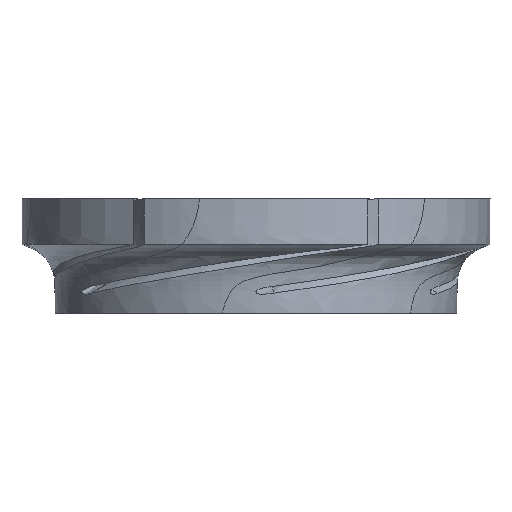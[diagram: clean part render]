
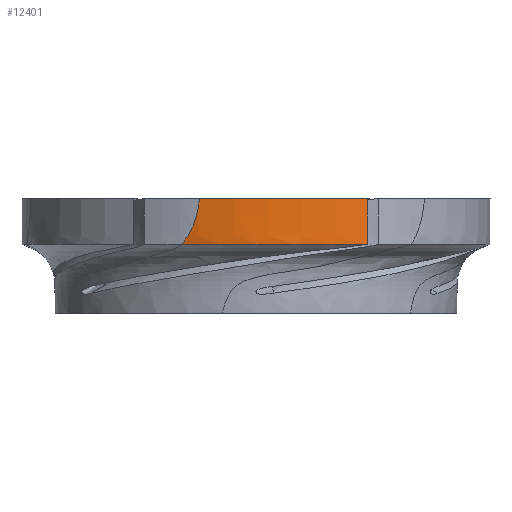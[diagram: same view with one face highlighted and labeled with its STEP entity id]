
A CAD part, left-side view. The second image highlights one B-rep face of the part: STEP entity #12401.
In plain terms, the highlighted face is a revolution surface.
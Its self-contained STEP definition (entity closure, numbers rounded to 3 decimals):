
#10202 = VERTEX_POINT('',#10203);
#10203 = CARTESIAN_POINT('',(-20.038,4.989,
    10.108));
#10844 = VERTEX_POINT('',#10845);
#10845 = CARTESIAN_POINT('',(-18.153,-9.844,
    10.108));
#11004 = EDGE_CURVE('',#10202,#10844,#11005,.T.);
#11005 = CIRCLE('',#11006,20.65);
#11006 = AXIS2_PLACEMENT_3D('',#11007,#11008,#11009);
#11007 = CARTESIAN_POINT('',(0.,0.,10.108));
#11008 = DIRECTION('',(-0.,0.,1.));
#11009 = DIRECTION('',(0.977,-0.214,0.));
#11547 = EDGE_CURVE('',#11548,#10844,#11550,.T.);
#11548 = VERTEX_POINT('',#11549);
#11549 = CARTESIAN_POINT('',(-18.178,-9.797,
    6.069));
#11550 = B_SPLINE_CURVE_WITH_KNOTS('',5,(#11551,#11552,#11553,#11554,
    #11555,#11556,#11557,#11558,#11559,#11560,#11561,#11562,#11563,
    #11564,#11565,#11566,#11567,#11568,#11569,#11570,#11571,#11572),
  .UNSPECIFIED.,.F.,.F.,(6,4,4,4,4,6),(0.,0.496,0.713,
    0.826,0.947,1.),.UNSPECIFIED.);
#11551 = CARTESIAN_POINT('',(-18.178,-9.797,
    6.069));
#11552 = CARTESIAN_POINT('',(-18.17,-9.813,
    6.47));
#11553 = CARTESIAN_POINT('',(-18.164,-9.824,
    6.871));
#11554 = CARTESIAN_POINT('',(-18.16,-9.831,
    7.271));
#11555 = CARTESIAN_POINT('',(-18.158,-9.835,
    7.672));
#11556 = CARTESIAN_POINT('',(-18.155,-9.839,
    8.248));
#11557 = CARTESIAN_POINT('',(-18.155,-9.84,
    8.423));
#11558 = CARTESIAN_POINT('',(-18.155,-9.841,
    8.598));
#11559 = CARTESIAN_POINT('',(-18.154,-9.841,
    8.773));
#11560 = CARTESIAN_POINT('',(-18.154,-9.842,
    9.039));
#11561 = CARTESIAN_POINT('',(-18.154,-9.842,
    9.131));
#11562 = CARTESIAN_POINT('',(-18.154,-9.842,
    9.222));
#11563 = CARTESIAN_POINT('',(-18.154,-9.842,
    9.313));
#11564 = CARTESIAN_POINT('',(-18.154,-9.843,
    9.503));
#11565 = CARTESIAN_POINT('',(-18.153,-9.843,
    9.601));
#11566 = CARTESIAN_POINT('',(-18.153,-9.843,
    9.699));
#11567 = CARTESIAN_POINT('',(-18.153,-9.843,
    9.797));
#11568 = CARTESIAN_POINT('',(-18.153,-9.844,
    9.937));
#11569 = CARTESIAN_POINT('',(-18.153,-9.844,
    9.98));
#11570 = CARTESIAN_POINT('',(-18.153,-9.844,
    10.023));
#11571 = CARTESIAN_POINT('',(-18.153,-9.844,
    10.065));
#11572 = CARTESIAN_POINT('',(-18.153,-9.844,
    10.108));
#12401 = ADVANCED_FACE('[Impeller_2] Flow domain Outflow',(#12402),
  #12490,.F.);
#12402 = FACE_BOUND('',#12403,.F.);
#12403 = EDGE_LOOP('',(#12404,#12481,#12482,#12483));
#12404 = ORIENTED_EDGE('',*,*,#12405,.T.);
#12405 = EDGE_CURVE('',#12406,#10202,#12408,.T.);
#12406 = VERTEX_POINT('',#12407);
#12407 = CARTESIAN_POINT('',(-19.586,6.543,6.069
    ));
#12408 = B_SPLINE_CURVE_WITH_KNOTS('',8,(#12409,#12410,#12411,#12412,
    #12413,#12414,#12415,#12416,#12417,#12418,#12419,#12420,#12421,
    #12422,#12423,#12424,#12425,#12426,#12427,#12428,#12429,#12430,
    #12431,#12432,#12433,#12434,#12435,#12436,#12437,#12438,#12439,
    #12440,#12441,#12442,#12443,#12444,#12445,#12446,#12447,#12448,
    #12449,#12450,#12451,#12452,#12453,#12454,#12455,#12456,#12457,
    #12458,#12459,#12460,#12461,#12462,#12463,#12464,#12465,#12466,
    #12467,#12468,#12469,#12470,#12471,#12472,#12473,#12474,#12475,
    #12476,#12477,#12478,#12479,#12480),.UNSPECIFIED.,.F.,.F.,(9,7,7,7,7
    ,7,7,7,7,7,9),(0.,0.112,0.218,0.319,
    0.417,0.512,0.604,0.696,
    0.786,0.891,1.),.UNSPECIFIED.);
#12409 = CARTESIAN_POINT('',(-19.586,6.543,6.069
    ));
#12410 = CARTESIAN_POINT('',(-19.599,6.504,6.116
    ));
#12411 = CARTESIAN_POINT('',(-19.612,6.465,
    6.164));
#12412 = CARTESIAN_POINT('',(-19.625,6.426,
    6.212));
#12413 = CARTESIAN_POINT('',(-19.637,6.389,
    6.26));
#12414 = CARTESIAN_POINT('',(-19.649,6.351,
    6.309));
#12415 = CARTESIAN_POINT('',(-19.661,6.315,
    6.358));
#12416 = CARTESIAN_POINT('',(-19.673,6.279,
    6.408));
#12417 = CARTESIAN_POINT('',(-19.694,6.21,
    6.505));
#12418 = CARTESIAN_POINT('',(-19.705,6.177,
    6.553));
#12419 = CARTESIAN_POINT('',(-19.715,6.145,
    6.601));
#12420 = CARTESIAN_POINT('',(-19.725,6.113,
    6.649));
#12421 = CARTESIAN_POINT('',(-19.734,6.082,
    6.698));
#12422 = CARTESIAN_POINT('',(-19.744,6.051,
    6.747));
#12423 = CARTESIAN_POINT('',(-19.753,6.021,
    6.796));
#12424 = CARTESIAN_POINT('',(-19.771,5.962,
    6.893));
#12425 = CARTESIAN_POINT('',(-19.779,5.934,
    6.941));
#12426 = CARTESIAN_POINT('',(-19.788,5.907,
    6.989));
#12427 = CARTESIAN_POINT('',(-19.796,5.879,
    7.038));
#12428 = CARTESIAN_POINT('',(-19.803,5.853,
    7.086));
#12429 = CARTESIAN_POINT('',(-19.811,5.826,
    7.136));
#12430 = CARTESIAN_POINT('',(-19.819,5.801,
    7.185));
#12431 = CARTESIAN_POINT('',(-19.833,5.751,
    7.282));
#12432 = CARTESIAN_POINT('',(-19.84,5.727,
    7.33));
#12433 = CARTESIAN_POINT('',(-19.847,5.704,
    7.378));
#12434 = CARTESIAN_POINT('',(-19.853,5.681,
    7.426));
#12435 = CARTESIAN_POINT('',(-19.86,5.658,
    7.475));
#12436 = CARTESIAN_POINT('',(-19.866,5.636,
    7.524));
#12437 = CARTESIAN_POINT('',(-19.872,5.615,
    7.573));
#12438 = CARTESIAN_POINT('',(-19.884,5.573,
    7.67));
#12439 = CARTESIAN_POINT('',(-19.89,5.552,
    7.718));
#12440 = CARTESIAN_POINT('',(-19.895,5.532,
    7.766));
#12441 = CARTESIAN_POINT('',(-19.901,5.513,
    7.815));
#12442 = CARTESIAN_POINT('',(-19.906,5.494,
    7.863));
#12443 = CARTESIAN_POINT('',(-19.911,5.475,
    7.912));
#12444 = CARTESIAN_POINT('',(-19.916,5.457,
    7.961));
#12445 = CARTESIAN_POINT('',(-19.926,5.421,
    8.058));
#12446 = CARTESIAN_POINT('',(-19.931,5.404,
    8.107));
#12447 = CARTESIAN_POINT('',(-19.935,5.388,
    8.155));
#12448 = CARTESIAN_POINT('',(-19.939,5.371,
    8.203));
#12449 = CARTESIAN_POINT('',(-19.944,5.355,
    8.252));
#12450 = CARTESIAN_POINT('',(-19.948,5.34,
    8.3));
#12451 = CARTESIAN_POINT('',(-19.952,5.325,
    8.349));
#12452 = CARTESIAN_POINT('',(-19.96,5.295,
    8.446));
#12453 = CARTESIAN_POINT('',(-19.963,5.281,
    8.494));
#12454 = CARTESIAN_POINT('',(-19.967,5.267,
    8.543));
#12455 = CARTESIAN_POINT('',(-19.971,5.254,
    8.591));
#12456 = CARTESIAN_POINT('',(-19.974,5.241,
    8.64));
#12457 = CARTESIAN_POINT('',(-19.977,5.228,
    8.689));
#12458 = CARTESIAN_POINT('',(-19.981,5.216,
    8.738));
#12459 = CARTESIAN_POINT('',(-19.987,5.192,
    8.835));
#12460 = CARTESIAN_POINT('',(-19.99,5.181,
    8.883));
#12461 = CARTESIAN_POINT('',(-19.993,5.17,
    8.931));
#12462 = CARTESIAN_POINT('',(-19.995,5.159,
    8.98));
#12463 = CARTESIAN_POINT('',(-19.998,5.148,
    9.028));
#12464 = CARTESIAN_POINT('',(-20.001,5.138,
    9.077));
#12465 = CARTESIAN_POINT('',(-20.003,5.129,
    9.125));
#12466 = CARTESIAN_POINT('',(-20.008,5.109,
    9.231));
#12467 = CARTESIAN_POINT('',(-20.011,5.098,9.287
    ));
#12468 = CARTESIAN_POINT('',(-20.013,5.088,
    9.344));
#12469 = CARTESIAN_POINT('',(-20.016,5.079,
    9.401));
#12470 = CARTESIAN_POINT('',(-20.018,5.07,
    9.458));
#12471 = CARTESIAN_POINT('',(-20.02,5.061,
    9.515));
#12472 = CARTESIAN_POINT('',(-20.022,5.053,
    9.572));
#12473 = CARTESIAN_POINT('',(-20.027,5.037,
    9.689));
#12474 = CARTESIAN_POINT('',(-20.029,5.029,
    9.748));
#12475 = CARTESIAN_POINT('',(-20.03,5.021,
    9.808));
#12476 = CARTESIAN_POINT('',(-20.032,5.014,
    9.868));
#12477 = CARTESIAN_POINT('',(-20.034,5.008,
    9.928));
#12478 = CARTESIAN_POINT('',(-20.035,5.001,
    9.988));
#12479 = CARTESIAN_POINT('',(-20.037,4.995,
    10.048));
#12480 = CARTESIAN_POINT('',(-20.038,4.989,
    10.108));
#12481 = ORIENTED_EDGE('',*,*,#11004,.T.);
#12482 = ORIENTED_EDGE('',*,*,#11547,.F.);
#12483 = ORIENTED_EDGE('',*,*,#12484,.F.);
#12484 = EDGE_CURVE('',#12406,#11548,#12485,.T.);
#12485 = CIRCLE('',#12486,20.65);
#12486 = AXIS2_PLACEMENT_3D('',#12487,#12488,#12489);
#12487 = CARTESIAN_POINT('',(0.,0.,6.069));
#12488 = DIRECTION('',(-0.,0.,1.));
#12489 = DIRECTION('',(0.977,-0.214,0.));
#12490 = SURFACE_OF_REVOLUTION('',#12491,#12494);
#12491 = B_SPLINE_CURVE_WITH_KNOTS('',1,(#12492,#12493),.UNSPECIFIED.,
  .F.,.F.,(2,2),(0.,1.),.PIECEWISE_BEZIER_KNOTS.);
#12492 = CARTESIAN_POINT('',(20.172,-4.418,
    10.108));
#12493 = CARTESIAN_POINT('',(20.172,-4.418,
    6.069));
#12494 = AXIS1_PLACEMENT('',#12495,#12496);
#12495 = CARTESIAN_POINT('',(0.,0.,0.));
#12496 = DIRECTION('',(0.,0.,1.));
